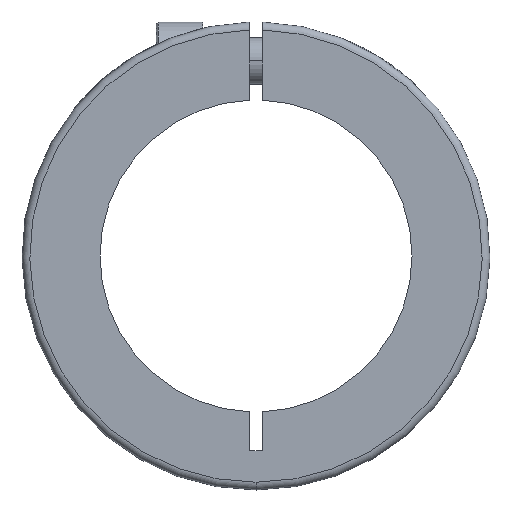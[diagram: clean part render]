
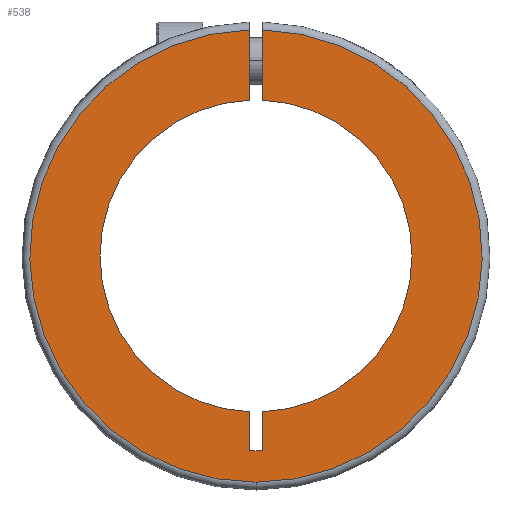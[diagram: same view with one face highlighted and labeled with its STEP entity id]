
A CAD part, left-side view. The second image highlights one B-rep face of the part: STEP entity #538.
In plain terms, the highlighted planar face has unit normal (-1, 0, 0).
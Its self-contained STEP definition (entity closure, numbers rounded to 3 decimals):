
#270=CARTESIAN_POINT('',(-7.5,-0.8,28.989));
#271=VERTEX_POINT('',#270);
#272=CARTESIAN_POINT('',(-7.5,-0.8,19.984));
#273=VERTEX_POINT('',#272);
#274=CARTESIAN_POINT('',(-7.5,-0.8,12380.7));
#275=DIRECTION('',(-0.,-0.,-1.));
#276=VECTOR('',#275,24690.);
#277=LINE('',#274,#276);
#278=EDGE_CURVE('',#271,#273,#277,.T.);
#418=CARTESIAN_POINT('',(-7.5,-0.,-29.));
#419=VERTEX_POINT('',#418);
#427=CARTESIAN_POINT('',(-7.5,0.8,28.989));
#428=VERTEX_POINT('',#427);
#429=CARTESIAN_POINT('',(-7.5,0.,0.));
#430=DIRECTION('',(1.,-0.,-0.));
#431=DIRECTION('',(0.,0.,1.));
#432=AXIS2_PLACEMENT_3D('',#429,#430,#431);
#433=CIRCLE('',#432,29.);
#434=EDGE_CURVE('',#419,#428,#433,.T.);
#474=CARTESIAN_POINT('',(-7.5,29.,0.));
#475=DIRECTION('',(-1.,0.,0.));
#476=DIRECTION('',(0.,0.,1.));
#477=AXIS2_PLACEMENT_3D('',#474,#475,#476);
#478=PLANE('',#477);
#479=ORIENTED_EDGE('',*,*,#434,.F.);
#480=CARTESIAN_POINT('',(-7.5,0.,0.));
#481=DIRECTION('',(1.,-0.,-0.));
#482=DIRECTION('',(0.,0.,1.));
#483=AXIS2_PLACEMENT_3D('',#480,#481,#482);
#484=CIRCLE('',#483,29.);
#485=EDGE_CURVE('',#271,#419,#484,.T.);
#486=ORIENTED_EDGE('',*,*,#485,.F.);
#487=ORIENTED_EDGE('',*,*,#278,.T.);
#488=CARTESIAN_POINT('',(-7.5,-0.8,-19.984));
#489=VERTEX_POINT('',#488);
#490=CARTESIAN_POINT('',(-7.5,0.,0.));
#491=DIRECTION('',(1.,-0.,-0.));
#492=DIRECTION('',(0.,0.,-1.));
#493=AXIS2_PLACEMENT_3D('',#490,#491,#492);
#494=CIRCLE('',#493,20.);
#495=EDGE_CURVE('',#273,#489,#494,.T.);
#496=ORIENTED_EDGE('',*,*,#495,.T.);
#497=CARTESIAN_POINT('',(-7.5,-0.8,-25.));
#498=VERTEX_POINT('',#497);
#499=CARTESIAN_POINT('',(-7.5,-0.8,12380.7));
#500=DIRECTION('',(0.,0.,-1.));
#501=VECTOR('',#500,24690.);
#502=LINE('',#499,#501);
#503=EDGE_CURVE('',#489,#498,#502,.T.);
#504=ORIENTED_EDGE('',*,*,#503,.T.);
#505=CARTESIAN_POINT('',(-7.5,0.8,-25.));
#506=VERTEX_POINT('',#505);
#507=CARTESIAN_POINT('',(-7.5,12359.5,-25.));
#508=DIRECTION('',(-0.,-1.,0.));
#509=VECTOR('',#508,24690.);
#510=LINE('',#507,#509);
#511=EDGE_CURVE('',#506,#498,#510,.T.);
#512=ORIENTED_EDGE('',*,*,#511,.F.);
#513=CARTESIAN_POINT('',(-7.5,0.8,-19.984));
#514=VERTEX_POINT('',#513);
#515=CARTESIAN_POINT('',(-7.5,0.8,12380.7));
#516=DIRECTION('',(-0.,-0.,-1.));
#517=VECTOR('',#516,24690.);
#518=LINE('',#515,#517);
#519=EDGE_CURVE('',#514,#506,#518,.T.);
#520=ORIENTED_EDGE('',*,*,#519,.F.);
#521=CARTESIAN_POINT('',(-7.5,0.8,19.984));
#522=VERTEX_POINT('',#521);
#523=CARTESIAN_POINT('',(-7.5,0.,0.));
#524=DIRECTION('',(1.,-0.,-0.));
#525=DIRECTION('',(0.,0.,-1.));
#526=AXIS2_PLACEMENT_3D('',#523,#524,#525);
#527=CIRCLE('',#526,20.);
#528=EDGE_CURVE('',#514,#522,#527,.T.);
#529=ORIENTED_EDGE('',*,*,#528,.T.);
#530=CARTESIAN_POINT('',(-7.5,0.8,12380.7));
#531=DIRECTION('',(-0.,-0.,-1.));
#532=VECTOR('',#531,24690.);
#533=LINE('',#530,#532);
#534=EDGE_CURVE('',#428,#522,#533,.T.);
#535=ORIENTED_EDGE('',*,*,#534,.F.);
#536=EDGE_LOOP('',(#479,#486,#487,#496,#504,#512,#520,#529,#535));
#537=FACE_BOUND('',#536,.T.);
#538=ADVANCED_FACE('',(#537),#478,.T.);
